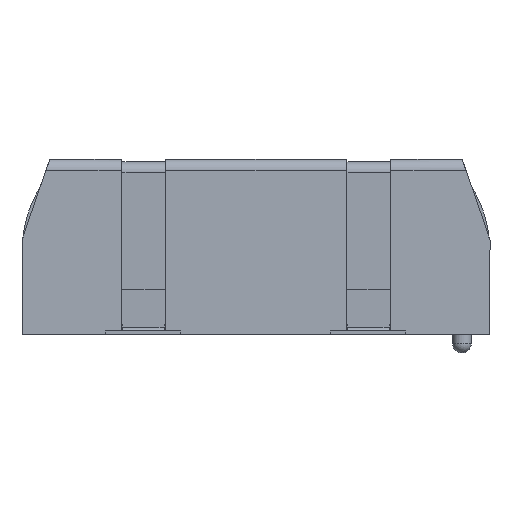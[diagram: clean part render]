
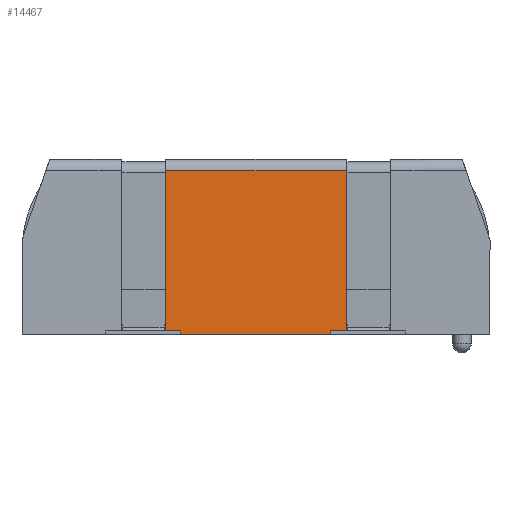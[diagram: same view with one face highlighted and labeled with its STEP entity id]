
A CAD part, left-side view. The second image highlights one B-rep face of the part: STEP entity #14467.
In plain terms, the highlighted face is planar.
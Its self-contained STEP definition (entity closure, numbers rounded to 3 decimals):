
#625 = FACE_OUTER_BOUND ( 'NONE', #2004, .T. ) ;
#2004 = EDGE_LOOP ( 'NONE', ( #3062, #3370, #26410, #21544 ) ) ;
#2521 = EDGE_CURVE ( 'NONE', #18133, #24707, #20900, .T. ) ;
#3062 = ORIENTED_EDGE ( 'NONE', *, *, #2521, .F. ) ;
#3370 = ORIENTED_EDGE ( 'NONE', *, *, #34278, .T. ) ;
#3427 = EDGE_CURVE ( 'NONE', #11606, #25747, #19905, .T. ) ;
#3657 = DIRECTION ( 'NONE',  ( 0., 1., 0.017 ) ) ;
#4182 = CARTESIAN_POINT ( 'NONE',  ( 27.081, 13.912, -38.285 ) ) ;
#4423 = AXIS2_PLACEMENT_3D ( 'NONE', #9475, #15408, #32446 ) ;
#4505 = VECTOR ( 'NONE', #13324, 1000. ) ;
#9475 = CARTESIAN_POINT ( 'NONE',  ( 27.081, 14.91, -38.268 ) ) ;
#9873 = VECTOR ( 'NONE', #26360, 1000. ) ;
#10732 = EDGE_CURVE ( 'NONE', #24707, #11606, #34496, .T. ) ;
#11606 = VERTEX_POINT ( 'NONE', #23876 ) ;
#11990 = DIRECTION ( 'NONE',  ( 1., 0., 0. ) ) ;
#12652 = CARTESIAN_POINT ( 'NONE',  ( 17.221, 14.91, -38.268 ) ) ;
#13018 = VECTOR ( 'NONE', #3657, 1000. ) ;
#13324 = DIRECTION ( 'NONE',  ( 1., 0., 0. ) ) ;
#14467 = ADVANCED_FACE ( 'NONE', ( #625 ), #32703, .F. ) ;
#15408 = DIRECTION ( 'NONE',  ( 0., -0.017, 1. ) ) ;
#16168 = VECTOR ( 'NONE', #11990, 1000. ) ;
#18133 = VERTEX_POINT ( 'NONE', #36557 ) ;
#18491 = CARTESIAN_POINT ( 'NONE',  ( 1.905, 0., -38.528 ) ) ;
#19905 = LINE ( 'NONE', #12652, #13018 ) ;
#20083 = CARTESIAN_POINT ( 'NONE',  ( 1.905, 14.91, -38.268 ) ) ;
#20900 = LINE ( 'NONE', #20083, #9873 ) ;
#21544 = ORIENTED_EDGE ( 'NONE', *, *, #10732, .F. ) ;
#23417 = LINE ( 'NONE', #4182, #4505 ) ;
#23839 = CARTESIAN_POINT ( 'NONE',  ( 27.081, 0., -38.528 ) ) ;
#23876 = CARTESIAN_POINT ( 'NONE',  ( 17.221, 0., -38.528 ) ) ;
#24707 = VERTEX_POINT ( 'NONE', #18491 ) ;
#25747 = VERTEX_POINT ( 'NONE', #27493 ) ;
#26360 = DIRECTION ( 'NONE',  ( 0., -1., -0.017 ) ) ;
#26410 = ORIENTED_EDGE ( 'NONE', *, *, #3427, .F. ) ;
#27493 = CARTESIAN_POINT ( 'NONE',  ( 17.221, 13.912, -38.285 ) ) ;
#32446 = DIRECTION ( 'NONE',  ( -1., 0., 0. ) ) ;
#32703 = PLANE ( 'NONE',  #4423 ) ;
#34278 = EDGE_CURVE ( 'NONE', #18133, #25747, #23417, .T. ) ;
#34496 = LINE ( 'NONE', #23839, #16168 ) ;
#36557 = CARTESIAN_POINT ( 'NONE',  ( 1.905, 13.912, -38.285 ) ) ;
